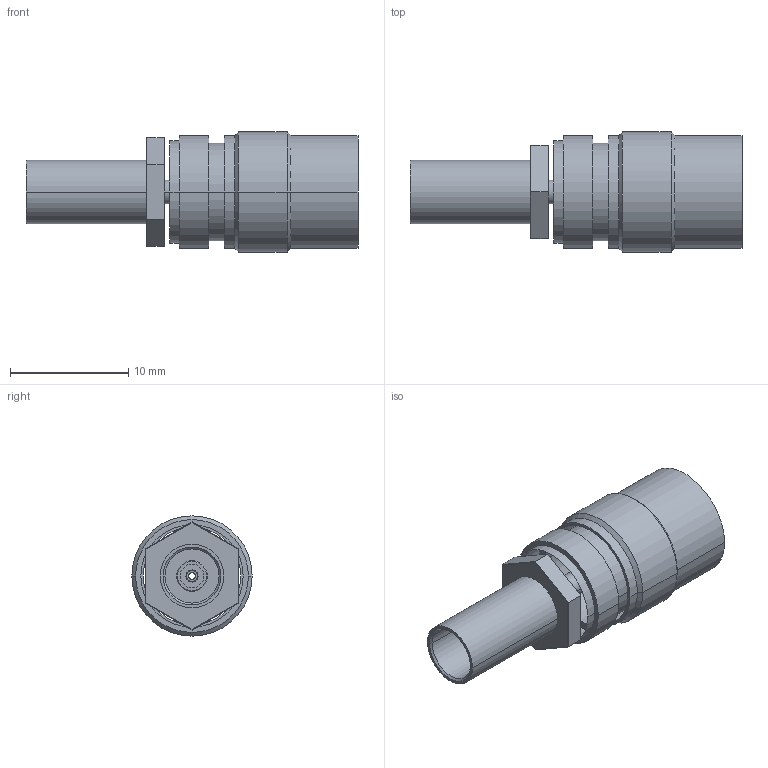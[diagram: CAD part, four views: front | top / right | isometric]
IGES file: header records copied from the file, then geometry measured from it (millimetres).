
Start section:  PTC IGES file: 903-152p-71s.igs
Global section: file name: 903-152p-71s.igs; native system: Pro/ENGINEER by Parametric Technology Corporation; preprocessor: 2010280; author: M.GOPI; organization: Unknown; date: 20120605.145457; units: millimetre
Bounding box: 28.04 x 10.16 x 10.16 mm (x, y, z)
Surface area: 1315.9 mm2 (no closed solid volume)
Topology: 0 solids, 0 shells, 81 faces, 378 edges, 378 vertices
Faces by surface type: revolution 41, bspline 40
